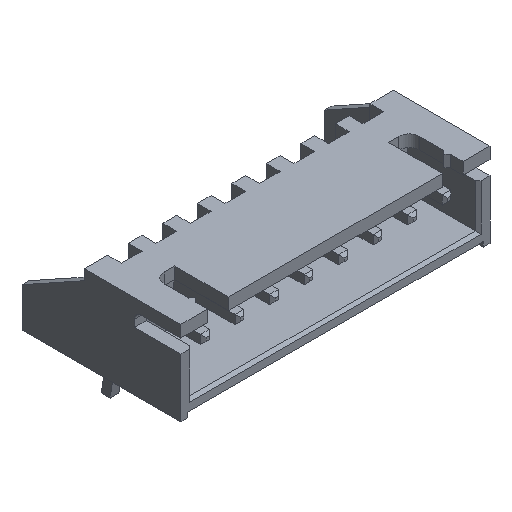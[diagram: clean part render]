
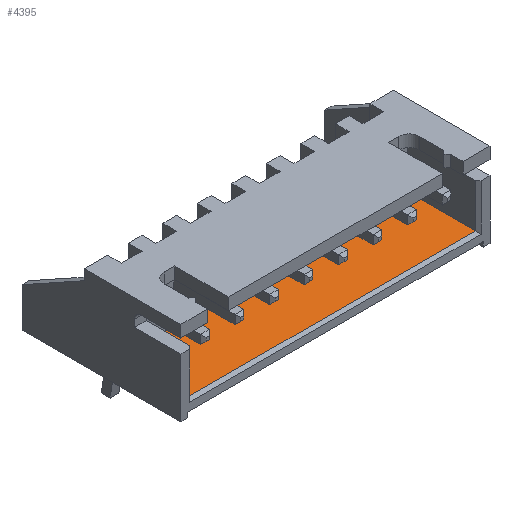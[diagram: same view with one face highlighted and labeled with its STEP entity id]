
A CAD part, isometric view. The second image highlights one B-rep face of the part: STEP entity #4395.
In plain terms, the highlighted planar face has unit normal (0, 0, 1).
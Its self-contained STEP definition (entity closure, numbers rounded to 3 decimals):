
#138 = PLANE('',#139);
#139 = AXIS2_PLACEMENT_3D('',#140,#141,#142);
#140 = CARTESIAN_POINT('',(19.1,-7.6,1.1));
#141 = DIRECTION('',(1.,0.,0.));
#142 = DIRECTION('',(0.,0.,1.));
#217 = PLANE('',#218);
#218 = AXIS2_PLACEMENT_3D('',#219,#220,#221);
#219 = CARTESIAN_POINT('',(-1.6,-7.5,1.));
#220 = DIRECTION('',(0.,-0.707,0.707)
);
#221 = DIRECTION('',(1.,0.,0.));
#479 = VERTEX_POINT('',#480);
#480 = CARTESIAN_POINT('',(19.1,-7.4,1.1));
#775 = EDGE_CURVE('',#479,#776,#778,.T.);
#776 = VERTEX_POINT('',#777);
#777 = CARTESIAN_POINT('',(19.1,-2.45,1.1));
#778 = SURFACE_CURVE('',#779,(#783,#790),.PCURVE_S1.);
#779 = LINE('',#780,#781);
#780 = CARTESIAN_POINT('',(19.1,-7.6,1.1));
#781 = VECTOR('',#782,1.);
#782 = DIRECTION('',(0.,1.,0.));
#783 = PCURVE('',#138,#784);
#784 = DEFINITIONAL_REPRESENTATION('',(#785),#789);
#785 = LINE('',#786,#787);
#786 = CARTESIAN_POINT('',(0.,0.));
#787 = VECTOR('',#788,1.);
#788 = DIRECTION('',(0.,-1.));
#789 = ( GEOMETRIC_REPRESENTATION_CONTEXT(2)
PARAMETRIC_REPRESENTATION_CONTEXT() REPRESENTATION_CONTEXT('2D SPACE',''
) );
#790 = PCURVE('',#791,#796);
#791 = PLANE('',#792);
#792 = AXIS2_PLACEMENT_3D('',#793,#794,#795);
#793 = CARTESIAN_POINT('',(-1.6,-7.6,1.1));
#794 = DIRECTION('',(0.,0.,-1.));
#795 = DIRECTION('',(1.,0.,0.));
#796 = DEFINITIONAL_REPRESENTATION('',(#797),#801);
#797 = LINE('',#798,#799);
#798 = CARTESIAN_POINT('',(20.7,0.));
#799 = VECTOR('',#800,1.);
#800 = DIRECTION('',(0.,-1.));
#801 = ( GEOMETRIC_REPRESENTATION_CONTEXT(2)
PARAMETRIC_REPRESENTATION_CONTEXT() REPRESENTATION_CONTEXT('2D SPACE',''
) );
#819 = PLANE('',#820);
#820 = AXIS2_PLACEMENT_3D('',#821,#822,#823);
#821 = CARTESIAN_POINT('',(19.1,-2.45,5.25));
#822 = DIRECTION('',(0.,1.,0.));
#823 = DIRECTION('',(1.,0.,-0.));
#928 = VERTEX_POINT('',#929);
#929 = CARTESIAN_POINT('',(-1.6,-7.4,1.1));
#952 = EDGE_CURVE('',#928,#479,#953,.T.);
#953 = SURFACE_CURVE('',#954,(#958,#965),.PCURVE_S1.);
#954 = LINE('',#955,#956);
#955 = CARTESIAN_POINT('',(-1.6,-7.4,1.1));
#956 = VECTOR('',#957,1.);
#957 = DIRECTION('',(1.,0.,0.));
#958 = PCURVE('',#217,#959);
#959 = DEFINITIONAL_REPRESENTATION('',(#960),#964);
#960 = LINE('',#961,#962);
#961 = CARTESIAN_POINT('',(0.,0.141));
#962 = VECTOR('',#963,1.);
#963 = DIRECTION('',(1.,0.));
#964 = ( GEOMETRIC_REPRESENTATION_CONTEXT(2)
PARAMETRIC_REPRESENTATION_CONTEXT() REPRESENTATION_CONTEXT('2D SPACE',''
) );
#965 = PCURVE('',#791,#966);
#966 = DEFINITIONAL_REPRESENTATION('',(#967),#971);
#967 = LINE('',#968,#969);
#968 = CARTESIAN_POINT('',(0.,-0.2));
#969 = VECTOR('',#970,1.);
#970 = DIRECTION('',(1.,0.));
#971 = ( GEOMETRIC_REPRESENTATION_CONTEXT(2)
PARAMETRIC_REPRESENTATION_CONTEXT() REPRESENTATION_CONTEXT('2D SPACE',''
) );
#1015 = PLANE('',#1016);
#1016 = AXIS2_PLACEMENT_3D('',#1017,#1018,#1019);
#1017 = CARTESIAN_POINT('',(-1.6,-7.6,5.25));
#1018 = DIRECTION('',(-1.,0.,0.));
#1019 = DIRECTION('',(0.,0.,-1.));
#4395 = ADVANCED_FACE('',(#4396),#791,.F.);
#4396 = FACE_BOUND('',#4397,.F.);
#4397 = EDGE_LOOP('',(#4398,#4421,#4442,#4443));
#4398 = ORIENTED_EDGE('',*,*,#4399,.T.);
#4399 = EDGE_CURVE('',#928,#4400,#4402,.T.);
#4400 = VERTEX_POINT('',#4401);
#4401 = CARTESIAN_POINT('',(-1.6,-2.45,1.1));
#4402 = SURFACE_CURVE('',#4403,(#4407,#4414),.PCURVE_S1.);
#4403 = LINE('',#4404,#4405);
#4404 = CARTESIAN_POINT('',(-1.6,-7.6,1.1));
#4405 = VECTOR('',#4406,1.);
#4406 = DIRECTION('',(0.,1.,0.));
#4407 = PCURVE('',#791,#4408);
#4408 = DEFINITIONAL_REPRESENTATION('',(#4409),#4413);
#4409 = LINE('',#4410,#4411);
#4410 = CARTESIAN_POINT('',(0.,0.));
#4411 = VECTOR('',#4412,1.);
#4412 = DIRECTION('',(0.,-1.));
#4413 = ( GEOMETRIC_REPRESENTATION_CONTEXT(2)
PARAMETRIC_REPRESENTATION_CONTEXT() REPRESENTATION_CONTEXT('2D SPACE',''
) );
#4414 = PCURVE('',#1015,#4415);
#4415 = DEFINITIONAL_REPRESENTATION('',(#4416),#4420);
#4416 = LINE('',#4417,#4418);
#4417 = CARTESIAN_POINT('',(4.15,0.));
#4418 = VECTOR('',#4419,1.);
#4419 = DIRECTION('',(0.,-1.));
#4420 = ( GEOMETRIC_REPRESENTATION_CONTEXT(2)
PARAMETRIC_REPRESENTATION_CONTEXT() REPRESENTATION_CONTEXT('2D SPACE',''
) );
#4421 = ORIENTED_EDGE('',*,*,#4422,.T.);
#4422 = EDGE_CURVE('',#4400,#776,#4423,.T.);
#4423 = SURFACE_CURVE('',#4424,(#4428,#4435),.PCURVE_S1.);
#4424 = LINE('',#4425,#4426);
#4425 = CARTESIAN_POINT('',(-1.6,-2.45,1.1));
#4426 = VECTOR('',#4427,1.);
#4427 = DIRECTION('',(1.,0.,0.));
#4428 = PCURVE('',#791,#4429);
#4429 = DEFINITIONAL_REPRESENTATION('',(#4430),#4434);
#4430 = LINE('',#4431,#4432);
#4431 = CARTESIAN_POINT('',(0.,-5.15));
#4432 = VECTOR('',#4433,1.);
#4433 = DIRECTION('',(1.,0.));
#4434 = ( GEOMETRIC_REPRESENTATION_CONTEXT(2)
PARAMETRIC_REPRESENTATION_CONTEXT() REPRESENTATION_CONTEXT('2D SPACE',''
) );
#4435 = PCURVE('',#819,#4436);
#4436 = DEFINITIONAL_REPRESENTATION('',(#4437),#4441);
#4437 = LINE('',#4438,#4439);
#4438 = CARTESIAN_POINT('',(-20.7,4.15));
#4439 = VECTOR('',#4440,1.);
#4440 = DIRECTION('',(1.,0.));
#4441 = ( GEOMETRIC_REPRESENTATION_CONTEXT(2)
PARAMETRIC_REPRESENTATION_CONTEXT() REPRESENTATION_CONTEXT('2D SPACE',''
) );
#4442 = ORIENTED_EDGE('',*,*,#775,.F.);
#4443 = ORIENTED_EDGE('',*,*,#952,.F.);
